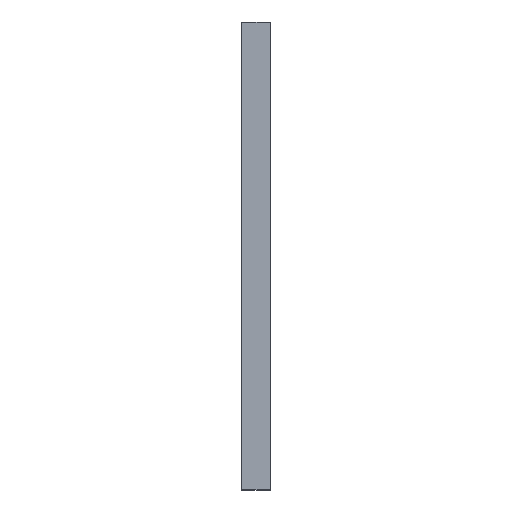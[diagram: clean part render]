
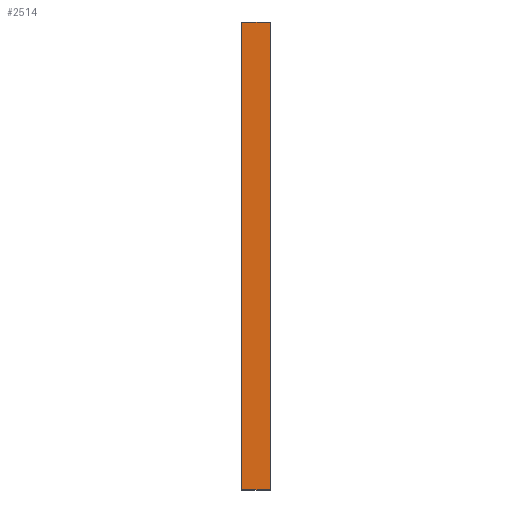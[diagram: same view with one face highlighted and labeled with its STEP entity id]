
A CAD part, left-side view. The second image highlights one B-rep face of the part: STEP entity #2514.
In plain terms, the highlighted planar face has unit normal (-1, 0, 0).
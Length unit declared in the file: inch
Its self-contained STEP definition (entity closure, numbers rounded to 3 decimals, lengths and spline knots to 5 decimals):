
#83 = LINE ( 'NONE', #1609, #1888 ) ;
#105 = CARTESIAN_POINT ( 'NONE',  ( -1.125, 0.09, -0.75 ) ) ;
#193 = EDGE_CURVE ( 'NONE', #308, #1921, #815, .T. ) ;
#240 = ORIENTED_EDGE ( 'NONE', *, *, #1055, .F. ) ;
#271 = DIRECTION ( 'NONE',  ( 0., 0., 1. ) ) ;
#308 = VERTEX_POINT ( 'NONE', #1496 ) ;
#332 = CARTESIAN_POINT ( 'NONE',  ( -1.125, 0., 0.75 ) ) ;
#386 = DIRECTION ( 'NONE',  ( 0., 0., 1. ) ) ;
#400 = EDGE_CURVE ( 'NONE', #1819, #1921, #759, .T. ) ;
#551 = CARTESIAN_POINT ( 'NONE',  ( -1.125, 0.09, 0.75 ) ) ;
#595 = ORIENTED_EDGE ( 'NONE', *, *, #1932, .T. ) ;
#603 = VECTOR ( 'NONE', #2643, 39.37008 ) ;
#737 = PLANE ( 'NONE',  #2292 ) ;
#738 = ORIENTED_EDGE ( 'NONE', *, *, #193, .T. ) ;
#759 = LINE ( 'NONE', #2310, #1787 ) ;
#815 = LINE ( 'NONE', #1102, #2244 ) ;
#1009 = FACE_OUTER_BOUND ( 'NONE', #2551, .T. ) ;
#1055 = EDGE_CURVE ( 'NONE', #1883, #1819, #83, .T. ) ;
#1102 = CARTESIAN_POINT ( 'NONE',  ( -1.125, 0., -0.75 ) ) ;
#1152 = LINE ( 'NONE', #1986, #603 ) ;
#1218 = ORIENTED_EDGE ( 'NONE', *, *, #400, .F. ) ;
#1496 = CARTESIAN_POINT ( 'NONE',  ( -1.125, 0., -0.75 ) ) ;
#1538 = DIRECTION ( 'NONE',  ( 0., 0., -1. ) ) ;
#1609 = CARTESIAN_POINT ( 'NONE',  ( -1.125, 0.09, -0.75 ) ) ;
#1787 = VECTOR ( 'NONE', #1892, 39.37008 ) ;
#1819 = VERTEX_POINT ( 'NONE', #551 ) ;
#1883 = VERTEX_POINT ( 'NONE', #1994 ) ;
#1888 = VECTOR ( 'NONE', #386, 39.37008 ) ;
#1892 = DIRECTION ( 'NONE',  ( 0., -1., 0. ) ) ;
#1921 = VERTEX_POINT ( 'NONE', #332 ) ;
#1932 = EDGE_CURVE ( 'NONE', #1883, #308, #1152, .T. ) ;
#1986 = CARTESIAN_POINT ( 'NONE',  ( -1.125, 0.09, -0.75 ) ) ;
#1994 = CARTESIAN_POINT ( 'NONE',  ( -1.125, 0.09, -0.75 ) ) ;
#2152 = DIRECTION ( 'NONE',  ( 1., 0., 0. ) ) ;
#2244 = VECTOR ( 'NONE', #271, 39.37008 ) ;
#2292 = AXIS2_PLACEMENT_3D ( 'NONE', #105, #2152, #1538 ) ;
#2310 = CARTESIAN_POINT ( 'NONE',  ( -1.125, 0.09, 0.75 ) ) ;
#2514 = ADVANCED_FACE ( 'NONE', ( #1009 ), #737, .F. ) ;
#2551 = EDGE_LOOP ( 'NONE', ( #738, #1218, #240, #595 ) ) ;
#2643 = DIRECTION ( 'NONE',  ( 0., -1., 0. ) ) ;
